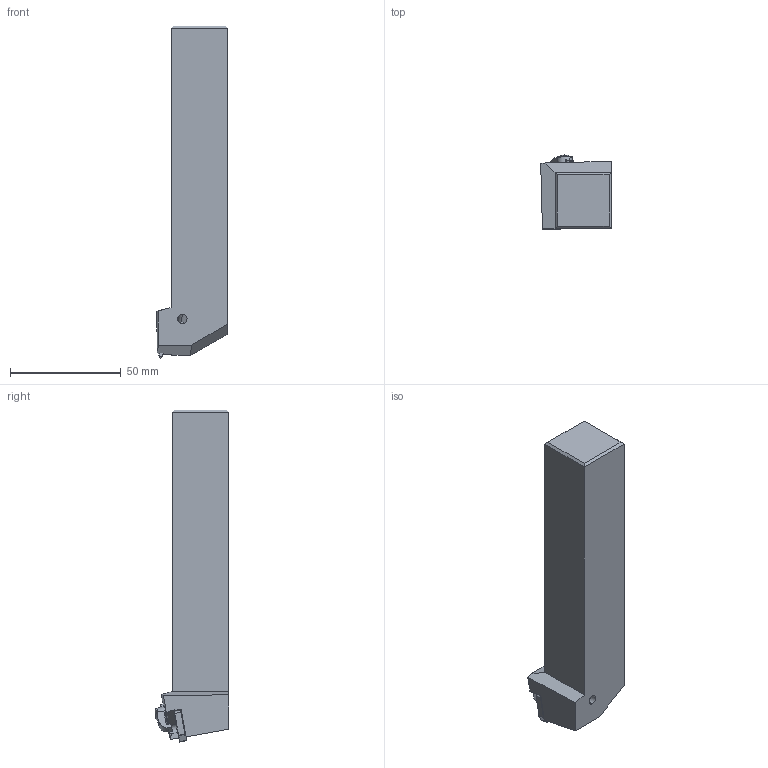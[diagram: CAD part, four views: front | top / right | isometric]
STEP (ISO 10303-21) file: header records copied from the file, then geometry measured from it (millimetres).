
FILE_DESCRIPTION(/* description */ (''),/* implementation_level */ '2;1');
FILE_NAME(/* name */ 'MMTER-163.stp',/* time_stamp */ '2021-04-05T08:19:28+09:00',/* author */ (''),/* organization */ (''),/* preprocessor_version */ 'ST-DEVELOPER v16',/* originating_system */ 'SIEMENS PLM Software NX 10.0',/* authorisation */ '');
FILE_SCHEMA (('AUTOMOTIVE_DESIGN { 1 0 10303 214 3 1 1 1 }'));
Length unit declared in the file: millimetre
Products named in the file (1): MMTER-163_ASM
Bounding box: 31.86 x 33.37 x 149.78 mm (x, y, z)
Volume: 96342.3 mm3; surface area: 18358.9 mm2
Topology: 6 solids, 6 shells, 189 faces, 523 edges, 350 vertices
Faces by surface type: plane 87, cylinder 71, cone 25, torus 6
Entity records: 6548 total; most frequent: CARTESIAN_POINT 1338, DIRECTION 1129, ORIENTED_EDGE 1038, EDGE_CURVE 519, AXIS2_PLACEMENT_3D 431, VERTEX_POINT 347, LINE 267, VECTOR 267
